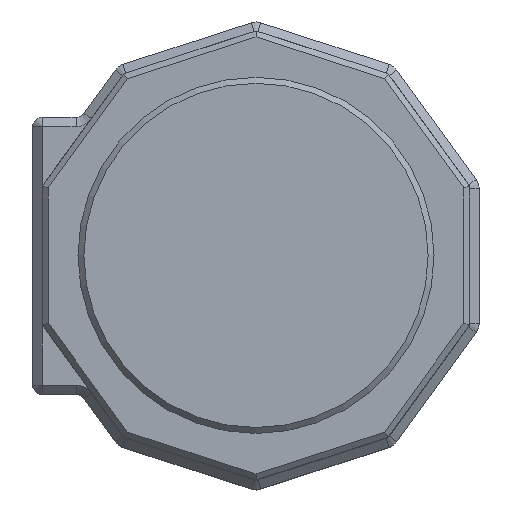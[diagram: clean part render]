
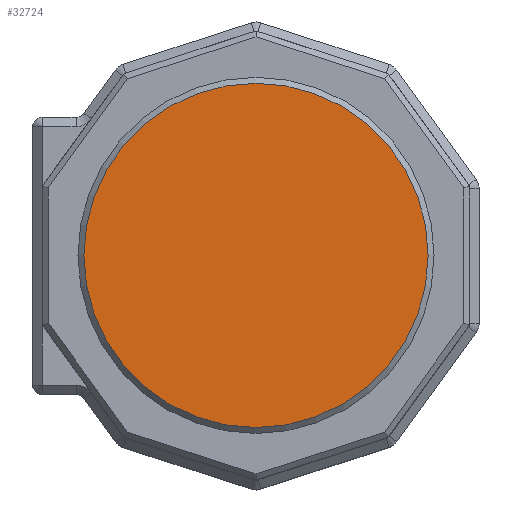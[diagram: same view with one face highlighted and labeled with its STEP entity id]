
A CAD part, top view. The second image highlights one B-rep face of the part: STEP entity #32724.
In plain terms, the highlighted planar face has unit normal (0, 0, 1).
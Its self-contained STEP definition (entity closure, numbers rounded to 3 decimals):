
#228=CIRCLE('',#34956,14.5);
#1808=FACE_OUTER_BOUND('',#3812,.T.);
#3812=EDGE_LOOP('',(#25680));
#14680=VERTEX_POINT('',#50189);
#18480=EDGE_CURVE('',#14680,#14680,#228,.T.);
#25680=ORIENTED_EDGE('',*,*,#18480,.T.);
#30828=PLANE('',#34960);
#32724=ADVANCED_FACE('',(#1808),#30828,.F.);
#34956=AXIS2_PLACEMENT_3D('',#50190,#40993,#40994);
#34960=AXIS2_PLACEMENT_3D('',#50198,#41003,#41004);
#40993=DIRECTION('center_axis',(0.,0.,1.));
#40994=DIRECTION('ref_axis',(1.,0.,0.));
#41003=DIRECTION('center_axis',(0.,0.,-1.));
#41004=DIRECTION('ref_axis',(1.,0.,0.));
#50189=CARTESIAN_POINT('',(-14.5,0.,56.3));
#50190=CARTESIAN_POINT('Origin',(0.,0.,
56.3));
#50198=CARTESIAN_POINT('Origin',(0.,0.,
56.3));
